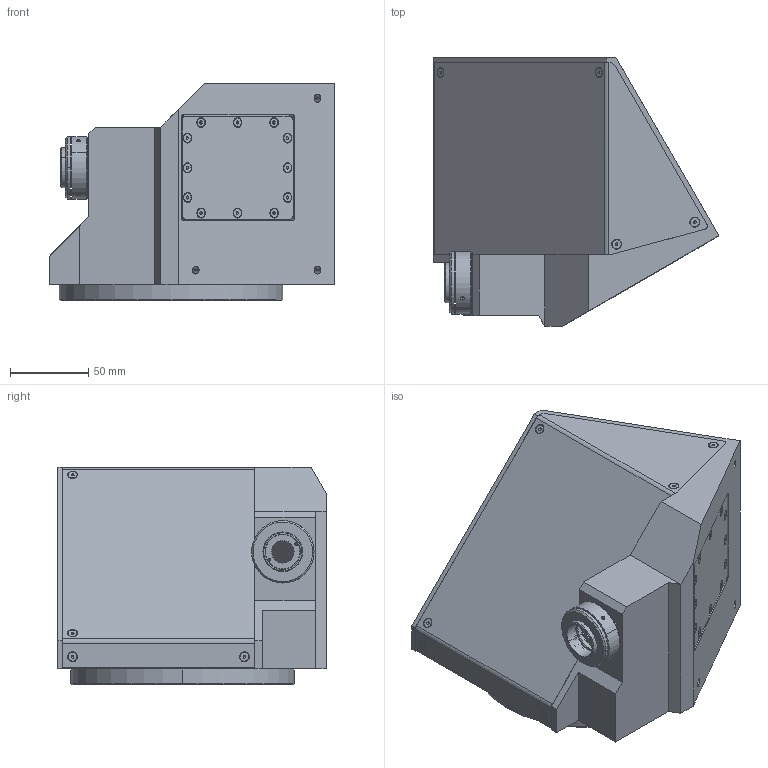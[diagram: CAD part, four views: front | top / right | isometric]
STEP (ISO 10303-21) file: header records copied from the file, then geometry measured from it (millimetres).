
FILE_DESCRIPTION (( 'STEP AP203' ), '1' );
FILE_NAME ('DP23972_TCCR12096.step', '2021-10-20T14:40:48', ( '' ), ( '' ), 'SwSTEP 2.0', 'SolidWorks 2021', '' );
FILE_SCHEMA (( 'CONFIG_CONTROL_DESIGN' ));
Length unit declared in the file: millimetre
Products named in the file (1): DP23972_TCCR12096
Bounding box: 182.91 x 171.92 x 139 mm (x, y, z)
Surface area: 140525.3 mm2 (no closed solid volume)
Topology: 0 solids, 73 shells, 482 faces, 1545 edges, 1074 vertices
Faces by surface type: plane 208, cylinder 138, cone 134, sphere 2
Entity records: 16797 total; most frequent: CARTESIAN_POINT 3287, DIRECTION 2963, ORIENTED_EDGE 2259, EDGE_CURVE 1485, VERTEX_POINT 1074, AXIS2_PLACEMENT_3D 1012, LINE 939, VECTOR 939
